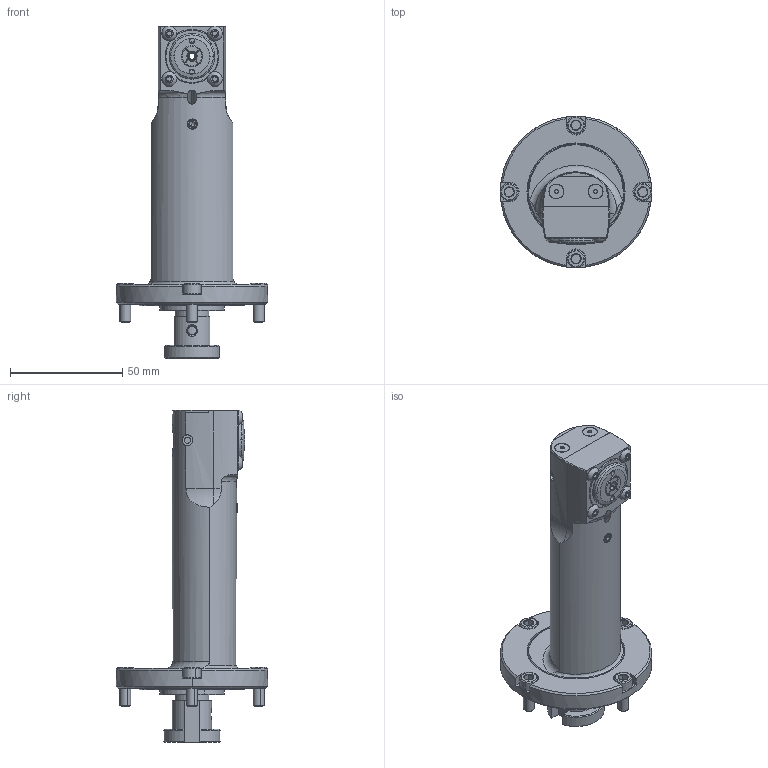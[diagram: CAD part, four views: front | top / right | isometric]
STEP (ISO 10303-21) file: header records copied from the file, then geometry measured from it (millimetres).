
FILE_DESCRIPTION(('STEP AP214'),'1');
FILE_NAME('2TMSTEL-D.stp','2017-02-23T20:11:45',(' '),(' '),'Spatial InterOp 3D',' ',' ');
FILE_SCHEMA(('automotive_design'));
Length unit declared in the file: inch
Products named in the file (35): 1; 2; 3; 4; 5; 6; 7; 8; 9; 10; 11; 12; 13; 14; 15; 16; 17; 18; 19; 20; 21; 22; 23; 24; 25; 26; 27; 28; 29; 30; 31; 32; 33; 34; 35
Bounding box: 67.44 x 67.44 x 147.88 mm (x, y, z)
Volume: 120381.3 mm3; surface area: 46718.3 mm2
Topology: 35 solids, 47 shells, 1031 faces, 2652 edges, 1546 vertices
Faces by surface type: cylinder 301, cone 267, plane 248, torus 112, sphere 97, bspline 6
Entity records: 69012 total; most frequent: CARTESIAN_POINT 44307, DIRECTION 5419, ORIENTED_EDGE 4912, EDGE_CURVE 2456, AXIS2_PLACEMENT_3D 2337, VERTEX_POINT 1546, CIRCLE 1275, EDGE_LOOP 1130
